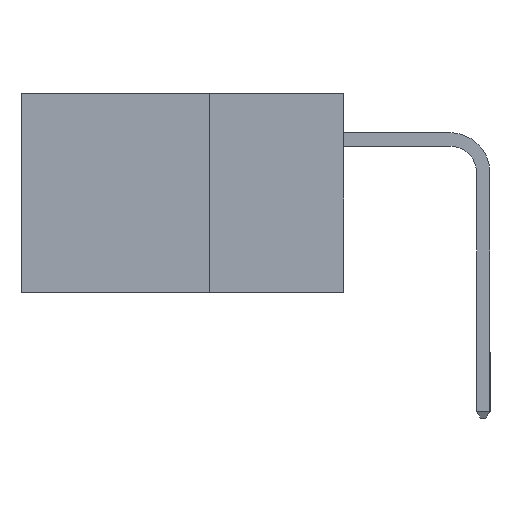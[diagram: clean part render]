
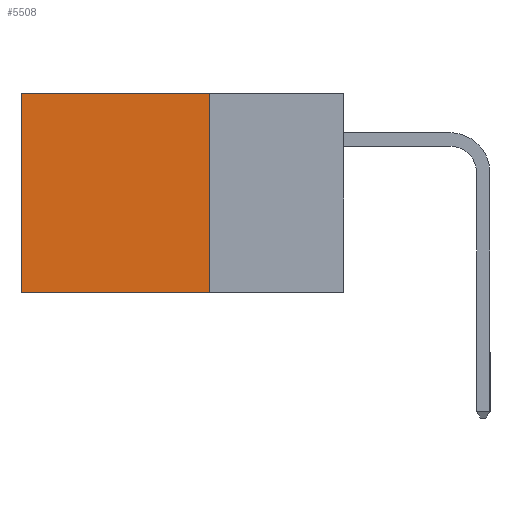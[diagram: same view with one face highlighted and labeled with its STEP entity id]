
A CAD part, left-side view. The second image highlights one B-rep face of the part: STEP entity #5508.
In plain terms, the highlighted planar face has unit normal (-1, 0, 0).
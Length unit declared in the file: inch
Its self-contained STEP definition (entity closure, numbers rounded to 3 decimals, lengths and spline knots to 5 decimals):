
#774 = VERTEX_POINT ( 'NONE', #12682 ) ;
#1068 = CARTESIAN_POINT ( 'NONE',  ( 0.298, 0.6, -0.37 ) ) ;
#1167 = DIRECTION ( 'NONE',  ( 0., 0., -1. ) ) ;
#1229 = CARTESIAN_POINT ( 'NONE',  ( 0.298, 0.25, 0. ) ) ;
#1327 = EDGE_LOOP ( 'NONE', ( #11491, #4801, #9723, #12725 ) ) ;
#1832 = EDGE_CURVE ( 'NONE', #3060, #774, #17664, .T. ) ;
#2391 = EDGE_CURVE ( 'NONE', #774, #18946, #7876, .T. ) ;
#3060 = VERTEX_POINT ( 'NONE', #10394 ) ;
#3459 = FACE_OUTER_BOUND ( 'NONE', #1327, .T. ) ;
#3772 = DIRECTION ( 'NONE',  ( 0., 1., 0. ) ) ;
#4801 = ORIENTED_EDGE ( 'NONE', *, *, #2391, .F. ) ;
#5289 = DIRECTION ( 'NONE',  ( 0., 0., -1. ) ) ;
#5508 = ADVANCED_FACE ( 'NONE', ( #3459 ), #10605, .F. ) ;
#5565 = CARTESIAN_POINT ( 'NONE',  ( 0.298, 0.25, -0.37 ) ) ;
#6419 = LINE ( 'NONE', #15556, #11241 ) ;
#7177 = VECTOR ( 'NONE', #1167, 39.37008 ) ;
#7269 = LINE ( 'NONE', #16007, #9438 ) ;
#7876 = LINE ( 'NONE', #5565, #13593 ) ;
#8442 = DIRECTION ( 'NONE',  ( 0., 1., 0. ) ) ;
#8895 = CARTESIAN_POINT ( 'NONE',  ( 0.298, 0.6, 0. ) ) ;
#9438 = VECTOR ( 'NONE', #5289, 39.37008 ) ;
#9723 = ORIENTED_EDGE ( 'NONE', *, *, #1832, .F. ) ;
#10394 = CARTESIAN_POINT ( 'NONE',  ( 0.298, 0.25, 0. ) ) ;
#10605 = PLANE ( 'NONE',  #11502 ) ;
#11241 = VECTOR ( 'NONE', #3772, 39.37008 ) ;
#11491 = ORIENTED_EDGE ( 'NONE', *, *, #15470, .T. ) ;
#11502 = AXIS2_PLACEMENT_3D ( 'NONE', #19512, #15312, #17043 ) ;
#11944 = EDGE_CURVE ( 'NONE', #3060, #18369, #6419, .T. ) ;
#12682 = CARTESIAN_POINT ( 'NONE',  ( 0.298, 0.25, -0.37 ) ) ;
#12725 = ORIENTED_EDGE ( 'NONE', *, *, #11944, .T. ) ;
#13593 = VECTOR ( 'NONE', #8442, 39.37008 ) ;
#15312 = DIRECTION ( 'NONE',  ( 1., 0., 0. ) ) ;
#15470 = EDGE_CURVE ( 'NONE', #18369, #18946, #7269, .T. ) ;
#15556 = CARTESIAN_POINT ( 'NONE',  ( 0.298, 0.25, 0. ) ) ;
#16007 = CARTESIAN_POINT ( 'NONE',  ( 0.298, 0.6, 0. ) ) ;
#17043 = DIRECTION ( 'NONE',  ( 0., 0., -1. ) ) ;
#17664 = LINE ( 'NONE', #1229, #7177 ) ;
#18369 = VERTEX_POINT ( 'NONE', #8895 ) ;
#18946 = VERTEX_POINT ( 'NONE', #1068 ) ;
#19512 = CARTESIAN_POINT ( 'NONE',  ( 0.298, 0.25, 0. ) ) ;
